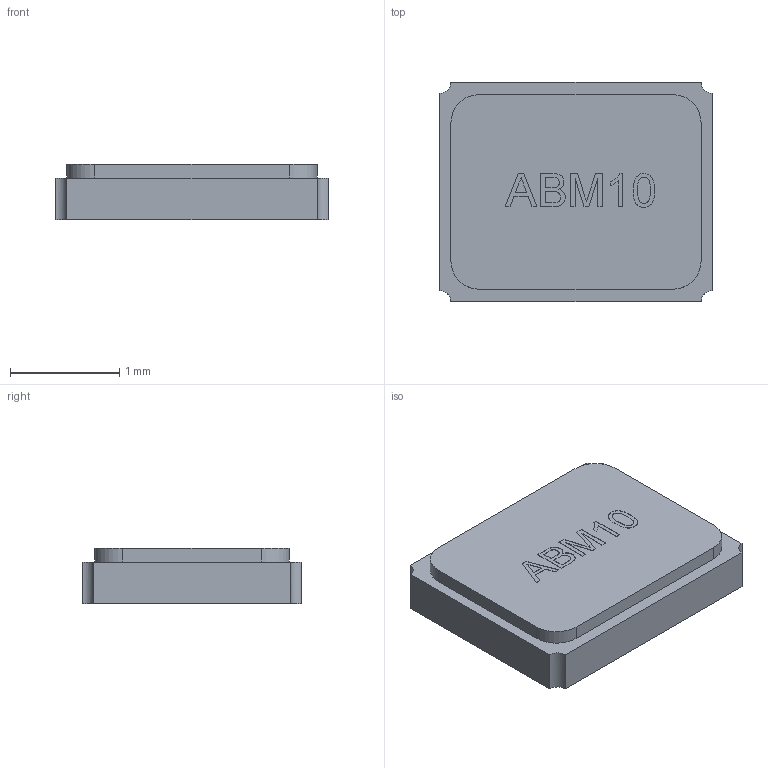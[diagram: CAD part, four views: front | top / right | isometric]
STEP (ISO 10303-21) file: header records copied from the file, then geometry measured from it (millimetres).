
FILE_DESCRIPTION(/* description */ (''),/* implementation_level */ '2;1');
FILE_NAME(/* name */ 'ABM10_SMD4_ 2.5x2.0.step',/* time_stamp */ '2022-01-15T11:13:17-05:00',/* author */ (''),/* organization */ (''),/* preprocessor_version */ 'ST-DEVELOPER v18.1',/* originating_system */ 'Autodesk Translation Framework v10.10.0.1391',/* authorisation */ '');
FILE_SCHEMA (('AUTOMOTIVE_DESIGN { 1 0 10303 214 3 1 1 }'));
Length unit declared in the file: inch
Products named in the file (1): ABM10
Bounding box: 2.49 x 2.01 x 0.51 mm (x, y, z)
Volume: 2.4 mm3; surface area: 14.3 mm2
Topology: 1 solids, 1 shells, 96 faces, 265 edges, 181 vertices
Faces by surface type: plane 62, bspline 26, cylinder 8
Entity records: 4460 total; most frequent: CARTESIAN_POINT 2009, ORIENTED_EDGE 530, DIRECTION 379, EDGE_CURVE 265, LINE 189, VECTOR 189, VERTEX_POINT 181, EDGE_LOOP 106
